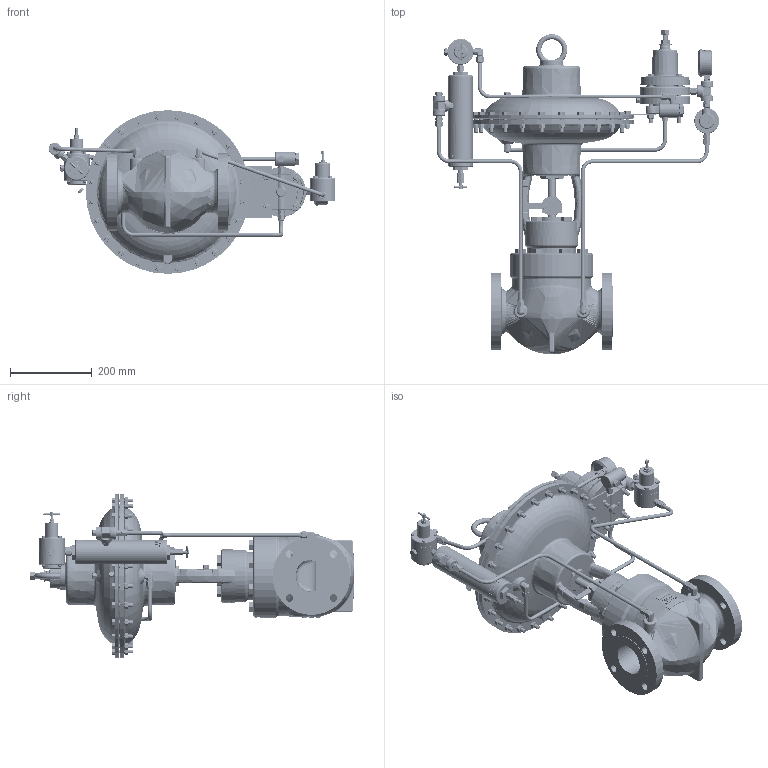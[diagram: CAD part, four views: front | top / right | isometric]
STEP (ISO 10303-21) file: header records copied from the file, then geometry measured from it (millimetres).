
FILE_DESCRIPTION (( 'STEP AP214' ), '1' );
FILE_NAME ('0000003245.STEP', '2025-02-28T15:14:46', ( '' ), ( '' ), 'SwSTEP 2.0', 'SolidWorks 2024', '' );
FILE_SCHEMA (( 'AUTOMOTIVE_DESIGN' ));
Length unit declared in the file: inch
Products named in the file (1): 0000003245
Bounding box: 701.66 x 794.64 x 400.84 mm (x, y, z)
Volume: 19235660.9 mm3; surface area: 1710642 mm2
Topology: 4 solids, 10 shells, 8216 faces, 20957 edges, 13156 vertices
Faces by surface type: plane 3232, bspline 2292, cone 1259, cylinder 995, torus 366, sphere 72
Entity records: 468377 total; most frequent: CARTESIAN_POINT 290033, ORIENTED_EDGE 41696, DIRECTION 29421, EDGE_CURVE 20848, VERTEX_POINT 13156, AXIS2_PLACEMENT_3D 10404, EDGE_LOOP 8878, VECTOR 8613
